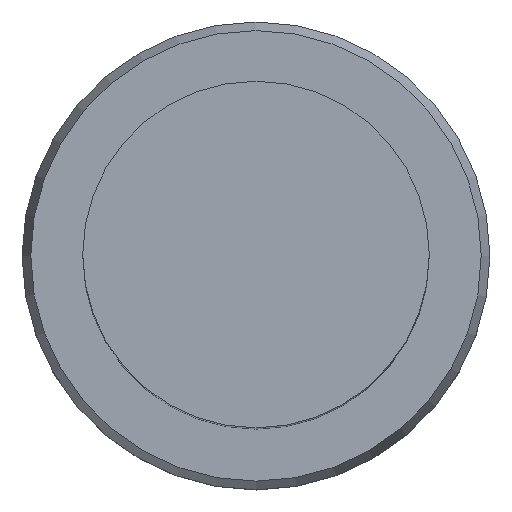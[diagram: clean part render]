
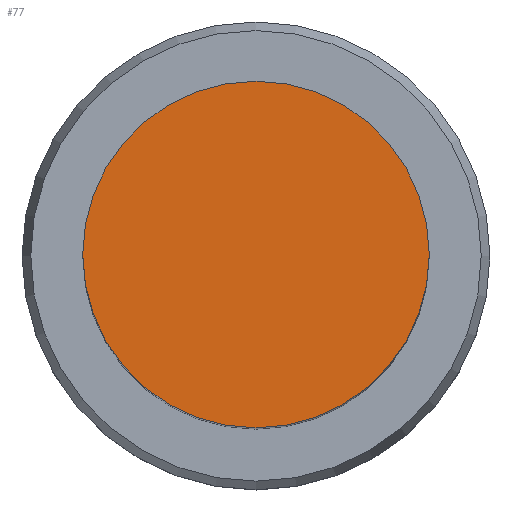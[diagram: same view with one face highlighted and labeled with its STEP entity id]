
A CAD part, top view. The second image highlights one B-rep face of the part: STEP entity #77.
In plain terms, the highlighted planar face has unit normal (0, 0, 1).
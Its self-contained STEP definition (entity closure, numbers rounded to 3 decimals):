
#74=EDGE_CURVE('240[2]',#174,#174,#175,.T.);
#77=ADVANCED_FACE('240[2]',(#178),#179,.T.);
#174=VERTEX_POINT('',#300);
#175=CIRCLE('',#301,10.);
#178=FACE_OUTER_BOUND('',#305,.T.);
#179=PLANE('',#306);
#300=CARTESIAN_POINT('',(0.,10.,201.));
#301=AXIS2_PLACEMENT_3D('',#431,#432,#433);
#305=EDGE_LOOP('',(#435));
#306=AXIS2_PLACEMENT_3D('',#436,#437,#438);
#431=CARTESIAN_POINT('',(0.,0.,201.));
#432=DIRECTION('',(0.,0.,-1.0));
#433=DIRECTION('',(0.,1.0,0.));
#435=ORIENTED_EDGE('',*,*,#74,.F.);
#436=CARTESIAN_POINT('',(0.,5.,201.));
#437=DIRECTION('',(0.,0.,1.0));
#438=DIRECTION('',(1.0,0.,0.0));
